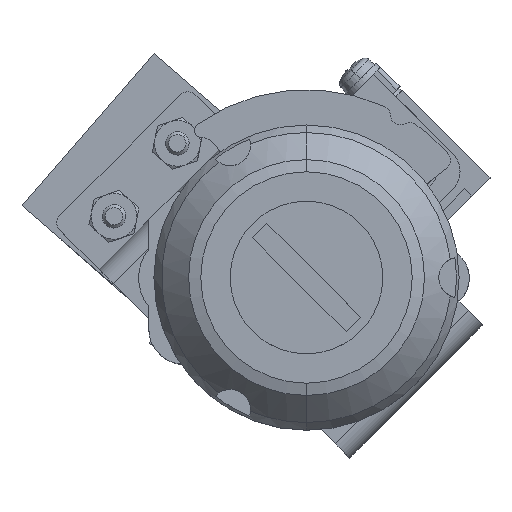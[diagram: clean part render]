
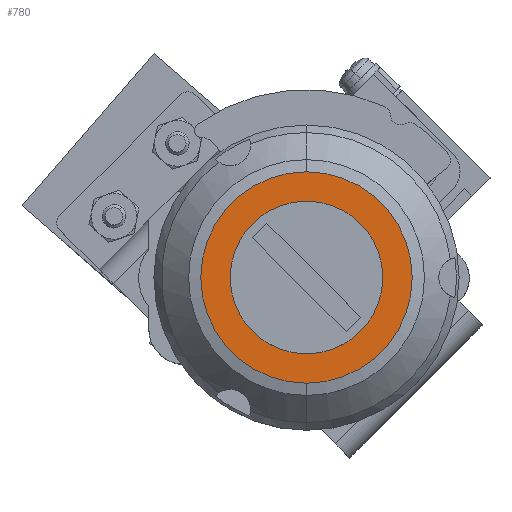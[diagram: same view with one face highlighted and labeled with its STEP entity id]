
A CAD part, top view. The second image highlights one B-rep face of the part: STEP entity #780.
In plain terms, the highlighted planar face has unit normal (0, 0, 1).
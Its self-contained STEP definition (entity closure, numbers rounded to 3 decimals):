
#780 = ADVANCED_FACE ( 'NONE', ( #2324, #20966 ), #11625, .F. ) ;
#901 = DIRECTION ( 'NONE',  ( 0., 0., 1. ) ) ;
#1502 = CARTESIAN_POINT ( 'NONE',  ( 10.387, 0., 0. ) ) ;
#2324 = FACE_OUTER_BOUND ( 'NONE', #27956, .T. ) ;
#2392 = CIRCLE ( 'NONE', #19619, 10.387 ) ;
#4445 = AXIS2_PLACEMENT_3D ( 'NONE', #16623, #901, #5096 ) ;
#4566 = CARTESIAN_POINT ( 'NONE',  ( 0., 0., 0. ) ) ;
#5050 = ORIENTED_EDGE ( 'NONE', *, *, #22052, .T. ) ;
#5096 = DIRECTION ( 'NONE',  ( 1., 0., 0. ) ) ;
#7256 = DIRECTION ( 'NONE',  ( -1., 0., 0. ) ) ;
#8455 = AXIS2_PLACEMENT_3D ( 'NONE', #25043, #16332, #7256 ) ;
#9943 = AXIS2_PLACEMENT_3D ( 'NONE', #20192, #26652, #17928 ) ;
#10499 = EDGE_CURVE ( 'NONE', #17126, #16232, #18647, .T. ) ;
#11625 = PLANE ( 'NONE',  #8455 ) ;
#13310 = DIRECTION ( 'NONE',  ( 1., 0., 0. ) ) ;
#13375 = CARTESIAN_POINT ( 'NONE',  ( 7.5, 0., 0. ) ) ;
#15522 = VERTEX_POINT ( 'NONE', #1502 ) ;
#15685 = DIRECTION ( 'NONE',  ( -1., 0., 0. ) ) ;
#16232 = VERTEX_POINT ( 'NONE', #13375 ) ;
#16332 = DIRECTION ( 'NONE',  ( 0., 0., -1. ) ) ;
#16623 = CARTESIAN_POINT ( 'NONE',  ( 0., 0., 0. ) ) ;
#16668 = CARTESIAN_POINT ( 'NONE',  ( -7.5, 0., 0. ) ) ;
#17126 = VERTEX_POINT ( 'NONE', #16668 ) ;
#17235 = VERTEX_POINT ( 'NONE', #23258 ) ;
#17246 = EDGE_LOOP ( 'NONE', ( #20777, #24477 ) ) ;
#17928 = DIRECTION ( 'NONE',  ( -1., 0., 0. ) ) ;
#17965 = CIRCLE ( 'NONE', #9943, 10.387 ) ;
#18647 = CIRCLE ( 'NONE', #4445, 7.5 ) ;
#19142 = CIRCLE ( 'NONE', #23633, 7.5 ) ;
#19619 = AXIS2_PLACEMENT_3D ( 'NONE', #4566, #20476, #15685 ) ;
#20192 = CARTESIAN_POINT ( 'NONE',  ( 0., 0., 0. ) ) ;
#20476 = DIRECTION ( 'NONE',  ( 0., 0., 1. ) ) ;
#20777 = ORIENTED_EDGE ( 'NONE', *, *, #28707, .F. ) ;
#20966 = FACE_BOUND ( 'NONE', #17246, .T. ) ;
#21924 = DIRECTION ( 'NONE',  ( 0., 0., 1. ) ) ;
#22005 = ORIENTED_EDGE ( 'NONE', *, *, #25414, .T. ) ;
#22052 = EDGE_CURVE ( 'NONE', #15522, #17235, #17965, .T. ) ;
#23258 = CARTESIAN_POINT ( 'NONE',  ( -10.387, 0., 0. ) ) ;
#23633 = AXIS2_PLACEMENT_3D ( 'NONE', #26835, #21924, #13310 ) ;
#24477 = ORIENTED_EDGE ( 'NONE', *, *, #10499, .F. ) ;
#25043 = CARTESIAN_POINT ( 'NONE',  ( 0., 11.25, 0. ) ) ;
#25414 = EDGE_CURVE ( 'NONE', #17235, #15522, #2392, .T. ) ;
#26652 = DIRECTION ( 'NONE',  ( 0., 0., 1. ) ) ;
#26835 = CARTESIAN_POINT ( 'NONE',  ( 0., 0., 0. ) ) ;
#27956 = EDGE_LOOP ( 'NONE', ( #22005, #5050 ) ) ;
#28707 = EDGE_CURVE ( 'NONE', #16232, #17126, #19142, .T. ) ;
